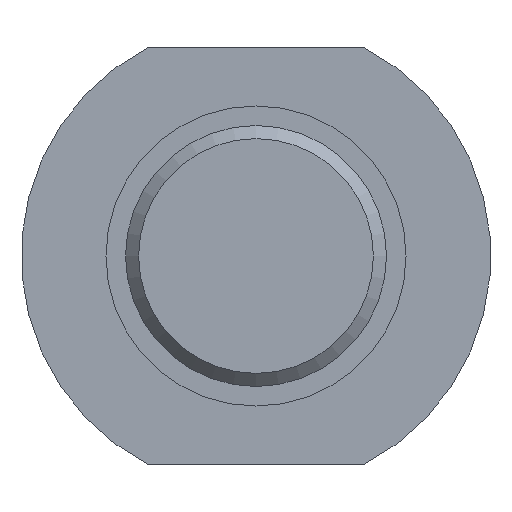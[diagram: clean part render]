
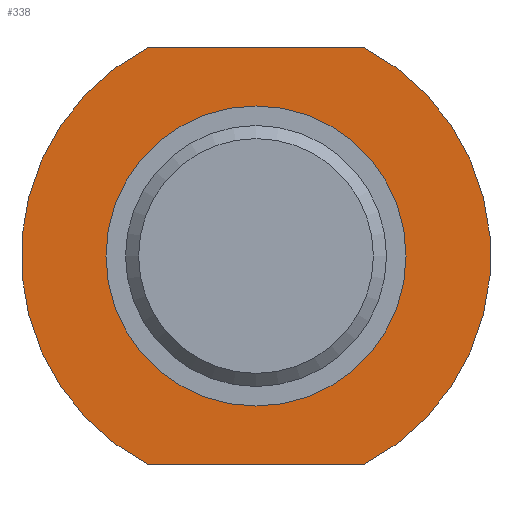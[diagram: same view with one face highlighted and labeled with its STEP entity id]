
A CAD part, front view. The second image highlights one B-rep face of the part: STEP entity #338.
In plain terms, the highlighted planar face has unit normal (0, -1, 0).
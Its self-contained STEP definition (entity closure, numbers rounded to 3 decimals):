
#21=FACE_BOUND('',#103,.T.);
#23=CIRCLE('',#364,9.);
#26=CIRCLE('',#368,9.);
#49=CIRCLE('',#405,5.75);
#50=CIRCLE('',#406,5.75);
#78=FACE_OUTER_BOUND('',#102,.T.);
#102=EDGE_LOOP('',(#295,#296,#297,#298));
#103=EDGE_LOOP('',(#299,#300));
#108=LINE('',#535,#124);
#114=LINE('',#547,#130);
#124=VECTOR('',#416,10.);
#130=VECTOR('',#424,10.);
#139=VERTEX_POINT('',#531);
#141=VERTEX_POINT('',#534);
#144=VERTEX_POINT('',#541);
#146=VERTEX_POINT('',#545);
#169=VERTEX_POINT('',#619);
#170=VERTEX_POINT('',#620);
#174=EDGE_CURVE('',#141,#139,#108,.T.);
#180=EDGE_CURVE('',#144,#146,#114,.T.);
#181=EDGE_CURVE('',#141,#146,#23,.T.);
#184=EDGE_CURVE('',#144,#139,#26,.T.);
#214=EDGE_CURVE('',#169,#170,#49,.T.);
#215=EDGE_CURVE('',#170,#169,#50,.T.);
#295=ORIENTED_EDGE('',*,*,#174,.T.);
#296=ORIENTED_EDGE('',*,*,#184,.F.);
#297=ORIENTED_EDGE('',*,*,#180,.T.);
#298=ORIENTED_EDGE('',*,*,#181,.F.);
#299=ORIENTED_EDGE('',*,*,#214,.F.);
#300=ORIENTED_EDGE('',*,*,#215,.F.);
#319=PLANE('',#404);
#338=ADVANCED_FACE('',(#78,#21),#319,.T.);
#364=AXIS2_PLACEMENT_3D('',#549,#427,#428);
#368=AXIS2_PLACEMENT_3D('',#553,#435,#436);
#404=AXIS2_PLACEMENT_3D('',#618,#514,#515);
#405=AXIS2_PLACEMENT_3D('',#621,#516,#517);
#406=AXIS2_PLACEMENT_3D('',#622,#518,#519);
#416=DIRECTION('',(-1.,0.,0.));
#424=DIRECTION('',(1.,0.,0.));
#427=DIRECTION('center_axis',(0.,1.,0.));
#428=DIRECTION('ref_axis',(-1.,0.,0.));
#435=DIRECTION('center_axis',(0.,1.,0.));
#436=DIRECTION('ref_axis',(-1.,0.,0.));
#514=DIRECTION('center_axis',(0.,-1.,0.));
#515=DIRECTION('ref_axis',(0.,0.,-1.));
#516=DIRECTION('center_axis',(0.,-1.,0.));
#517=DIRECTION('ref_axis',(1.,0.,0.));
#518=DIRECTION('center_axis',(0.,-1.,0.));
#519=DIRECTION('ref_axis',(1.,0.,0.));
#531=CARTESIAN_POINT('',(-4.123,26.,8.));
#534=CARTESIAN_POINT('',(4.123,26.,8.));
#535=CARTESIAN_POINT('',(2.875,26.,8.));
#541=CARTESIAN_POINT('',(-4.123,26.,-8.));
#545=CARTESIAN_POINT('',(4.123,26.,-8.));
#547=CARTESIAN_POINT('',(2.875,26.,-8.));
#549=CARTESIAN_POINT('Origin',(0.,26.,0.));
#553=CARTESIAN_POINT('Origin',(0.,26.,0.));
#618=CARTESIAN_POINT('Origin',(5.75,26.,0.));
#619=CARTESIAN_POINT('',(5.75,26.,0.));
#620=CARTESIAN_POINT('',(-5.75,26.,0.));
#621=CARTESIAN_POINT('Origin',(0.,26.,0.));
#622=CARTESIAN_POINT('Origin',(0.,26.,0.));
